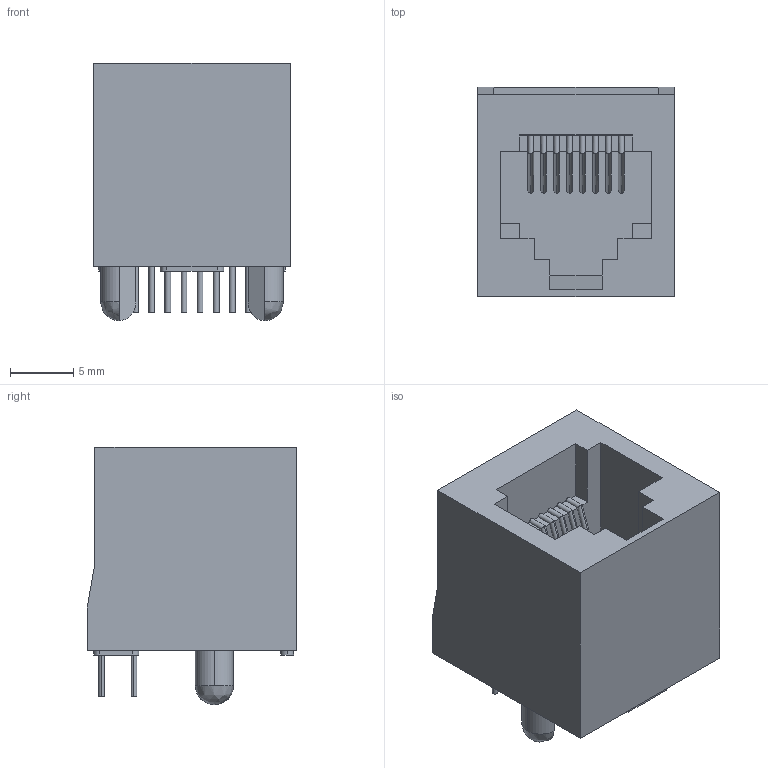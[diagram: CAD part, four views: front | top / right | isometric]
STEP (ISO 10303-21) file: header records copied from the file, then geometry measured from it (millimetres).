
FILE_DESCRIPTION (( 'STEP AP214' ), '1' );
FILE_NAME ('ACC-M-RJE08-188-0110-REVT1.STEP', '2018-06-11T02:05:47', ( '' ), ( '' ), 'SwSTEP 2.0', 'SolidWorks 2018', '' );
FILE_SCHEMA (( 'AUTOMOTIVE_DESIGN' ));
Length unit declared in the file: millimetre
Products named in the file (1): ACC-M-RJE08-188-0110-REVT1
Bounding box: 15.5 x 16.5 x 20.28 mm (x, y, z)
Volume: 2447.9 mm3; surface area: 2433.7 mm2
Topology: 1 solids, 1 shells, 125 faces, 337 edges, 216 vertices
Faces by surface type: plane 70, cylinder 51, bspline 4
Entity records: 5341 total; most frequent: CARTESIAN_POINT 905, ORIENTED_EDGE 666, DIRECTION 587, EDGE_CURVE 333, VERTEX_POINT 216, LINE 215, VECTOR 215, AXIS2_PLACEMENT_3D 186
